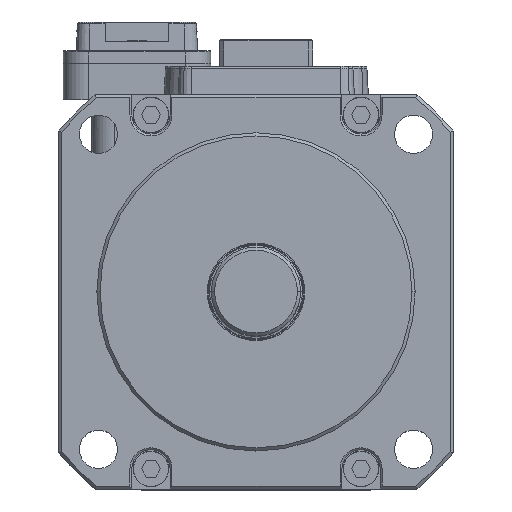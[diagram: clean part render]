
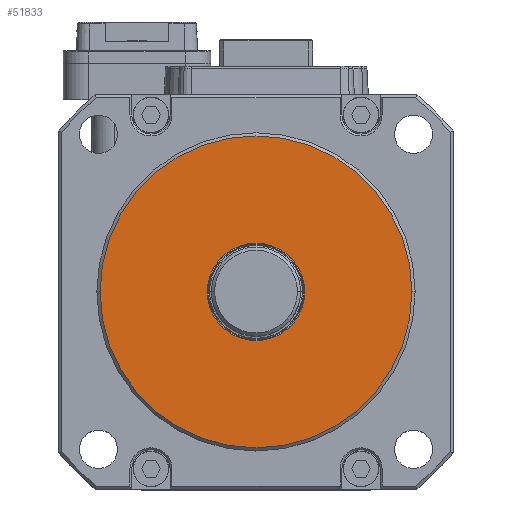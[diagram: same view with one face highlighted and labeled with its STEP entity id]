
A CAD part, top view. The second image highlights one B-rep face of the part: STEP entity #51833.
In plain terms, the highlighted planar face has unit normal (0, 0, 1).
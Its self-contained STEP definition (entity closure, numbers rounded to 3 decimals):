
#7634 = DIRECTION ( 'NONE',  ( 1., 0., 0. ) ) ;
#7640 = DIRECTION ( 'NONE',  ( 0., 0., 1. ) ) ;
#7655 = CARTESIAN_POINT ( 'NONE',  ( 0., 0., 29.5 ) ) ;
#10902 = ORIENTED_EDGE ( 'NONE', *, *, #49874, .F. ) ;
#10904 = ORIENTED_EDGE ( 'NONE', *, *, #49656, .T. ) ;
#10914 = ORIENTED_EDGE ( 'NONE', *, *, #49932, .T. ) ;
#11006 = ORIENTED_EDGE ( 'NONE', *, *, #49831, .F. ) ;
#26091 = DIRECTION ( 'NONE',  ( 1., 0., 0. ) ) ;
#26196 = DIRECTION ( 'NONE',  ( 0., 0., 1. ) ) ;
#26231 = CARTESIAN_POINT ( 'NONE',  ( 0., 0., 29.5 ) ) ;
#27464 = DIRECTION ( 'NONE',  ( 0., 0., 1. ) ) ;
#27471 = DIRECTION ( 'NONE',  ( 1., 0., 0. ) ) ;
#27488 = CARTESIAN_POINT ( 'NONE',  ( 0., 0., 29.5 ) ) ;
#27703 = CARTESIAN_POINT ( 'NONE',  ( 0., 0., 29.5 ) ) ;
#27738 = DIRECTION ( 'NONE',  ( 1., 0., 0. ) ) ;
#27740 = DIRECTION ( 'NONE',  ( 0., 0., 1. ) ) ;
#42313 = CARTESIAN_POINT ( 'NONE',  ( 24.5, 0., 29.5 ) ) ;
#42353 = CARTESIAN_POINT ( 'NONE',  ( -7.65, 0., 29.5 ) ) ;
#42382 = CARTESIAN_POINT ( 'NONE',  ( 7.65, 0., 29.5 ) ) ;
#42438 = CARTESIAN_POINT ( 'NONE',  ( -24.5, 0., 29.5 ) ) ;
#43850 = AXIS2_PLACEMENT_3D ( 'NONE', #27703, #27740, #27738 ) ;
#43887 = CIRCLE ( 'NONE', #43850, 7.65 ) ;
#44211 = CIRCLE ( 'NONE', #44276, 24.5 ) ;
#44276 = AXIS2_PLACEMENT_3D ( 'NONE', #7655, #7640, #7634 ) ;
#45111 = AXIS2_PLACEMENT_3D ( 'NONE', #27488, #27464, #27471 ) ;
#45192 = CIRCLE ( 'NONE', #45111, 7.65 ) ;
#49656 = EDGE_CURVE ( 'NONE', #54069, #54099, #86214, .T. ) ;
#49831 = EDGE_CURVE ( 'NONE', #54080, #54059, #45192, .T. ) ;
#49874 = EDGE_CURVE ( 'NONE', #54059, #54080, #43887, .T. ) ;
#49932 = EDGE_CURVE ( 'NONE', #54099, #54069, #44211, .T. ) ;
#51833 = ADVANCED_FACE ( 'NONE', ( #73783, #73797 ), #73788, .T. ) ;
#53938 = EDGE_LOOP ( 'NONE', ( #10914, #10904 ) ) ;
#53971 = EDGE_LOOP ( 'NONE', ( #11006, #10902 ) ) ;
#54059 = VERTEX_POINT ( 'NONE', #42382 ) ;
#54069 = VERTEX_POINT ( 'NONE', #42313 ) ;
#54080 = VERTEX_POINT ( 'NONE', #42353 ) ;
#54099 = VERTEX_POINT ( 'NONE', #42438 ) ;
#73783 = FACE_OUTER_BOUND ( 'NONE', #53938, .T. ) ;
#73788 = PLANE ( 'NONE',  #74279 ) ;
#73797 = FACE_BOUND ( 'NONE', #53971, .T. ) ;
#73802 = CARTESIAN_POINT ( 'NONE',  ( 0., 0., 29.5 ) ) ;
#73813 = DIRECTION ( 'NONE',  ( 0., 0., 1. ) ) ;
#73817 = DIRECTION ( 'NONE',  ( 1., 0., 0. ) ) ;
#74279 = AXIS2_PLACEMENT_3D ( 'NONE', #73802, #73813, #73817 ) ;
#86214 = CIRCLE ( 'NONE', #86216, 24.5 ) ;
#86216 = AXIS2_PLACEMENT_3D ( 'NONE', #26231, #26196, #26091 ) ;
